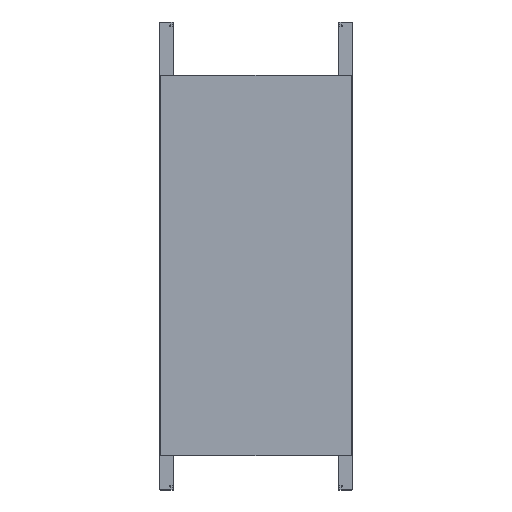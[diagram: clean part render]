
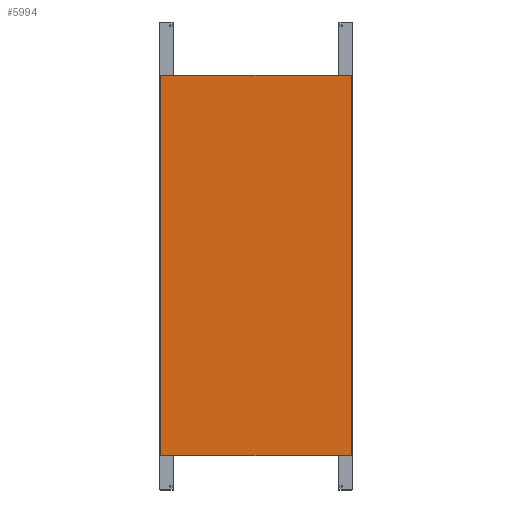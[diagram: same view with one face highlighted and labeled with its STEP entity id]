
A CAD part, top view. The second image highlights one B-rep face of the part: STEP entity #5994.
In plain terms, the highlighted planar face has unit normal (0, 0, 1).
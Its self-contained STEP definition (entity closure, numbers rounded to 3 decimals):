
#5994=ADVANCED_FACE('',(#7610),#28634,.T.);
#7610=FACE_OUTER_BOUND('',#9570,.T.);
#9570=EDGE_LOOP('',(#18702,#18703,#18704,#18705));
#18702=ORIENTED_EDGE('',*,*,#23280,.T.);
#18703=ORIENTED_EDGE('',*,*,#23289,.T.);
#18704=ORIENTED_EDGE('',*,*,#23284,.F.);
#18705=ORIENTED_EDGE('',*,*,#23288,.F.);
#23280=EDGE_CURVE('',#28004,#28005,#24952,.T.);
#23284=EDGE_CURVE('',#28008,#28009,#24956,.T.);
#23288=EDGE_CURVE('',#28004,#28008,#24960,.T.);
#23289=EDGE_CURVE('',#28005,#28009,#24961,.T.);
#24952=B_SPLINE_CURVE_WITH_KNOTS('',1,(#53728,#53729),.UNSPECIFIED.,.F.,
 .F.,(2,2),(0.,1700.),.UNSPECIFIED.);
#24956=B_SPLINE_CURVE_WITH_KNOTS('',1,(#53736,#53737),.UNSPECIFIED.,.F.,
 .F.,(2,2),(0.,1700.),.UNSPECIFIED.);
#24960=B_SPLINE_CURVE_WITH_KNOTS('',1,(#53744,#53745),.UNSPECIFIED.,.F.,
 .F.,(2,2),(0.,120.),.UNSPECIFIED.);
#24961=B_SPLINE_CURVE_WITH_KNOTS('',1,(#53746,#53747),.UNSPECIFIED.,.F.,
 .F.,(2,2),(0.,120.),.UNSPECIFIED.);
#28004=VERTEX_POINT('',#53718);
#28005=VERTEX_POINT('',#53719);
#28008=VERTEX_POINT('',#53722);
#28009=VERTEX_POINT('',#53723);
#28634=PLANE('',#29282);
#29282=AXIS2_PLACEMENT_3D('',#53712,#29913,$);
#29913=DIRECTION('',(0.,0.,1.));
#53712=CARTESIAN_POINT('',(610.,1279.,118.));
#53718=CARTESIAN_POINT('',(610.,1279.,118.));
#53719=CARTESIAN_POINT('',(-610.,1279.,118.));
#53722=CARTESIAN_POINT('',(610.,-1161.,118.));
#53723=CARTESIAN_POINT('',(-610.,-1161.,118.));
#53728=CARTESIAN_POINT('',(610.,1279.,118.));
#53729=CARTESIAN_POINT('',(-610.,1279.,118.));
#53736=CARTESIAN_POINT('',(610.,-1161.,118.));
#53737=CARTESIAN_POINT('',(-610.,-1161.,118.));
#53744=CARTESIAN_POINT('',(610.,1279.,118.));
#53745=CARTESIAN_POINT('',(610.,-1161.,118.));
#53746=CARTESIAN_POINT('',(-610.,1279.,118.));
#53747=CARTESIAN_POINT('',(-610.,-1161.,118.));
